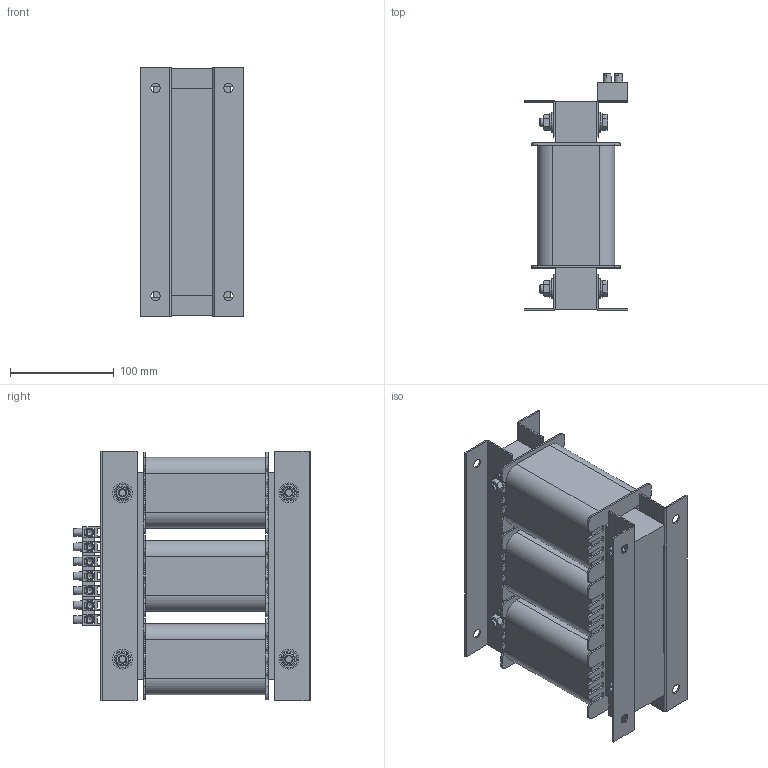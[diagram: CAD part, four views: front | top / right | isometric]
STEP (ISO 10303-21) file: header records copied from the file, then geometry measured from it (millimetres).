
FILE_DESCRIPTION(/* description */ (''),/* implementation_level */ '2;1');
FILE_NAME(/* name */ 'XMN02230620.stp',/* time_stamp */ '2023-03-08T08:41:42+01:00',/* author */ ('velazquez'),/* organization */ (''),/* preprocessor_version */ 'ST-DEVELOPER v19.2',/* originating_system */ 'Autodesk Inventor 2023',/* authorisation */ '');
FILE_SCHEMA (('AUTOMOTIVE_DESIGN { 1 0 10303 214 3 1 1 }'));
Products named in the file (27): XMN02230620; 3UI120 200 x 200 - 40 (Rc40); UI 120_40; RC40 NT040; centrador M8; DIN 125 - A 8,4; DIN 933 - M8  x 60; DIN 934 - M8; 1216 TS 7 elementos; T-1030045-01 (C-A1216); T-1020035-03 (B-1016 TS); T-1010008-02 (T-M4); T-1020035-03 (B-1016 TS)_1; T-1010008-02 (T-M4)_1; T-1010008-02 (T-M4)_2; T-1020035-03 (B-1016 TS)_2; T-1010008-02 (T-M4)_3; T-1010008-02 (T-M4)_4; T-1020035-03 (B-1016 TS)_3; T-1010008-02 (T-M4)_5; T-1010008-02 (T-M4)_6; T-1020035-03 (B-1016 TS)_4; T-1010008-02 (T-M4)_7; T-1010008-02 (T-M4)_8; T-1020035-03 (B-1016 TS)_5; T-1010008-02 (T-M4)_9; T-1010008-02 (T-M4)_10
Assembly tree (70 placements, depth 3):
  XMN02230620
    3UI120 200 x 200 - 40 (Rc40)
    UI 120_40  x3
    RC40 NT040  x4
    centrador M8  x8
    DIN 125 - A 8,4  x8
    DIN 933 - M8  x 60  x4
    DIN 934 - M8  x4
    1216 TS 7 elementos
      T-1030045-01 (C-A1216)
      T-1020035-03 (B-1016 TS)  x7
      T-1010008-02 (T-M4)  x14
      T-1020035-03 (B-1016 TS)_1
      T-1010008-02 (T-M4)_1
      T-1010008-02 (T-M4)_2
      T-1020035-03 (B-1016 TS)_2
      T-1010008-02 (T-M4)_3
      T-1010008-02 (T-M4)_4
      T-1020035-03 (B-1016 TS)_3
      T-1010008-02 (T-M4)_5
      T-1010008-02 (T-M4)_6
      T-1020035-03 (B-1016 TS)_4
      T-1010008-02 (T-M4)_7
      T-1010008-02 (T-M4)_8
      T-1020035-03 (B-1016 TS)_5
      T-1010008-02 (T-M4)_9
      T-1010008-02 (T-M4)_10
Bounding box: 100 x 228.3 x 240 mm (x, y, z)
Volume: 2536772.6 mm3; surface area: 498871 mm2
Topology: 68 solids, 68 shells, 3127 faces, 7973 edges, 5214 vertices
Faces by surface type: plane 2119, cylinder 547, bspline 279, cone 132, torus 50
Full cylindrical faces by diameter (mm): 3.242 x14, 4 x14, 6 x14, 6.3 x6, 6.647 x4, 7.323 x4, 8 x12, 8.4 x8, 9 x8, 9.6 x8, 10.5 x8, 11 x4, 11.4 x4, 16 x8, 19 x8
Entity records: 99591 total; most frequent: CARTESIAN_POINT 44384, ORIENTED_EDGE 11594, DIRECTION 10001, EDGE_CURVE 5797, LINE 4457, VECTOR 4457, VERTEX_POINT 3810, AXIS2_PLACEMENT_3D 2772
